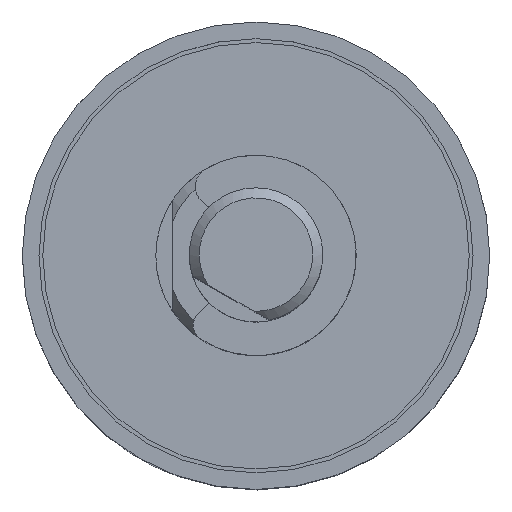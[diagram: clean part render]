
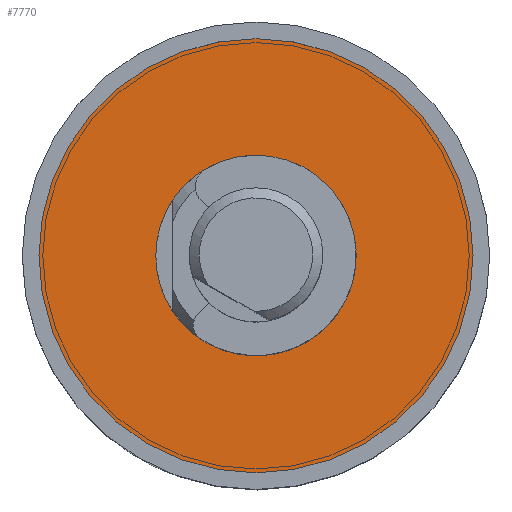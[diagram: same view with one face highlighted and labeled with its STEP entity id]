
A CAD part, top view. The second image highlights one B-rep face of the part: STEP entity #7770.
In plain terms, the highlighted planar face has unit normal (0, 0, 1).
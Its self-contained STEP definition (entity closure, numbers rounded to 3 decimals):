
#602 = VERTEX_POINT ( 'NONE', #5111 ) ;
#644 = DIRECTION ( 'NONE',  ( -1., 0., 0. ) ) ;
#838 = ORIENTED_EDGE ( 'NONE', *, *, #4921, .T. ) ;
#1063 = EDGE_LOOP ( 'NONE', ( #838 ) ) ;
#1645 = FACE_OUTER_BOUND ( 'NONE', #4557, .T. ) ;
#2266 = DIRECTION ( 'NONE',  ( 0., 0., 1. ) ) ;
#2280 = DIRECTION ( 'NONE',  ( 1., 0., 0. ) ) ;
#3719 = CARTESIAN_POINT ( 'NONE',  ( 6.5, 0., 0.5 ) ) ;
#3849 = AXIS2_PLACEMENT_3D ( 'NONE', #7827, #4232, #644 ) ;
#4232 = DIRECTION ( 'NONE',  ( 0., 0., -1. ) ) ;
#4382 = DIRECTION ( 'NONE',  ( 0., 0., 1. ) ) ;
#4400 = CARTESIAN_POINT ( 'NONE',  ( 3., 0., 0.5 ) ) ;
#4557 = EDGE_LOOP ( 'NONE', ( #6799 ) ) ;
#4861 = CIRCLE ( 'NONE', #3849, 3. ) ;
#4921 = EDGE_CURVE ( 'NONE', #602, #602, #4861, .T. ) ;
#4950 = AXIS2_PLACEMENT_3D ( 'NONE', #4400, #2266, #8815 ) ;
#5111 = CARTESIAN_POINT ( 'NONE',  ( -3., 0., 0.5 ) ) ;
#5808 = CARTESIAN_POINT ( 'NONE',  ( 0., 0., 0.5 ) ) ;
#5819 = EDGE_CURVE ( 'NONE', #8093, #8093, #7072, .T. ) ;
#6089 = AXIS2_PLACEMENT_3D ( 'NONE', #5808, #4382, #2280 ) ;
#6799 = ORIENTED_EDGE ( 'NONE', *, *, #5819, .T. ) ;
#7072 = CIRCLE ( 'NONE', #6089, 6.5 ) ;
#7731 = FACE_BOUND ( 'NONE', #1063, .T. ) ;
#7770 = ADVANCED_FACE ( 'NONE', ( #7731, #1645 ), #8752, .T. ) ;
#7827 = CARTESIAN_POINT ( 'NONE',  ( 0., 0., 0.5 ) ) ;
#8093 = VERTEX_POINT ( 'NONE', #3719 ) ;
#8752 = PLANE ( 'NONE',  #4950 ) ;
#8815 = DIRECTION ( 'NONE',  ( 1., 0., 0. ) ) ;
